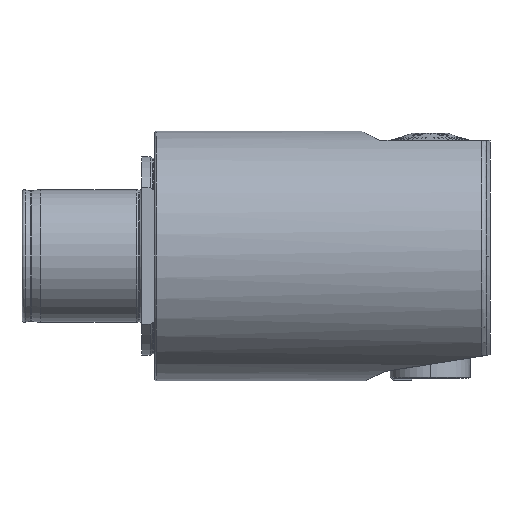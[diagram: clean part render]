
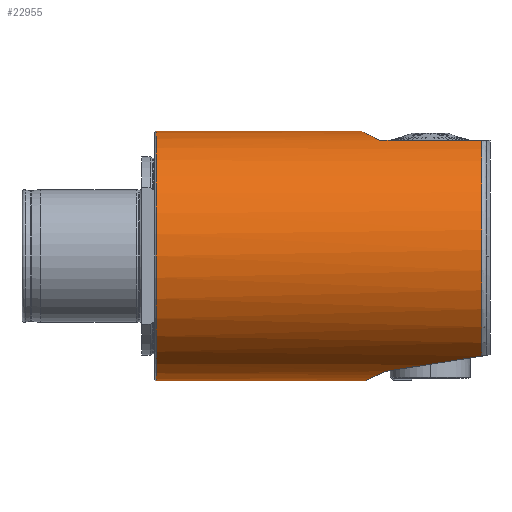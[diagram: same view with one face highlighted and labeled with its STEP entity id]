
A CAD part, front view. The second image highlights one B-rep face of the part: STEP entity #22955.
In plain terms, the highlighted cylindrical face has radius 47 mm (diameter 94 mm), a partial arc.
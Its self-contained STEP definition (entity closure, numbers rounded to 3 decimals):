
#861 = ORIENTED_EDGE ( 'NONE', *, *, #23268, .F. ) ;
#862 = ORIENTED_EDGE ( 'NONE', *, *, #23325, .F. ) ;
#864 = ORIENTED_EDGE ( 'NONE', *, *, #23320, .F. ) ;
#866 = ORIENTED_EDGE ( 'NONE', *, *, #23326, .F. ) ;
#868 = ORIENTED_EDGE ( 'NONE', *, *, #23292, .F. ) ;
#870 = ORIENTED_EDGE ( 'NONE', *, *, #23321, .F. ) ;
#872 = ORIENTED_EDGE ( 'NONE', *, *, #23269, .T. ) ;
#874 = ORIENTED_EDGE ( 'NONE', *, *, #23322, .F. ) ;
#1883 = DIRECTION ( 'NONE',  ( -1., 0., 0. ) ) ;
#1885 = FACE_OUTER_BOUND ( 'NONE', #15187, .T. ) ;
#1886 = CARTESIAN_POINT ( 'NONE',  ( 0., 0., 0. ) ) ;
#1887 = CYLINDRICAL_SURFACE ( 'NONE', #20021, 47. ) ;
#1888 = DIRECTION ( 'NONE',  ( 0., 0., 1. ) ) ;
#3542 = CIRCLE ( 'NONE', #3575, 47. ) ;
#3543 = AXIS2_PLACEMENT_3D ( 'NONE', #19588, #19589, #19590 ) ;
#3545 = CIRCLE ( 'NONE', #3543, 47. ) ;
#3575 = AXIS2_PLACEMENT_3D ( 'NONE', #19618, #19619, #19620 ) ;
#3606 = VECTOR ( 'NONE', #19452, 1000. ) ;
#4113 = B_SPLINE_CURVE_WITH_KNOTS ( 'NONE', 3,
 ( #19567, #19566, #19571, #19572, #19573, #19574, #19575, #19576, #19577, #19578, #19579, #19580, #19581, #19582, #19583, #19584, #19585, #19586 ),
 .UNSPECIFIED., .F., .F.,
 ( 4, 2, 2, 2, 2, 2, 2, 2, 4 ),
 ( 0.021, 0.023, 0.025, 0.026, 0.031, 0.032, 0.033, 0.036, 0.041 ),
 .UNSPECIFIED. ) ;
#4114 = B_SPLINE_CURVE_WITH_KNOTS ( 'NONE', 3,
 ( #19587, #19595, #19601, #19602, #19603, #19604, #19605, #19606, #19607, #19608, #19609, #19610, #19611, #19612, #19613, #19614, #19615, #19616 ),
 .UNSPECIFIED., .F., .F.,
 ( 4, 2, 2, 2, 2, 2, 2, 2, 4 ),
 ( 0.04, 0.042, 0.044, 0.045, 0.05, 0.051, 0.052, 0.055, 0.06 ),
 .UNSPECIFIED. ) ;
#6846 = CARTESIAN_POINT ( 'NONE',  ( 134.616, -17.675, 43.55 ) ) ;
#6870 = CARTESIAN_POINT ( 'NONE',  ( 127.55, 0., 47. ) ) ;
#9915 = VERTEX_POINT ( 'NONE', #6846 ) ;
#9939 = VERTEX_POINT ( 'NONE', #6870 ) ;
#13081 = VERTEX_POINT ( 'NONE', #21574 ) ;
#13143 = VERTEX_POINT ( 'NONE', #21638 ) ;
#13163 = VERTEX_POINT ( 'NONE', #21658 ) ;
#13224 = VERTEX_POINT ( 'NONE', #21719 ) ;
#13233 = VERTEX_POINT ( 'NONE', #21729 ) ;
#13253 = VERTEX_POINT ( 'NONE', #21749 ) ;
#15187 = EDGE_LOOP ( 'NONE', ( #861, #862, #864, #866, #868, #870, #872, #874 ) ) ;
#19208 = LINE ( 'NONE', #19255, #20101 ) ;
#19251 = LINE ( 'NONE', #19253, #20094 ) ;
#19253 = CARTESIAN_POINT ( 'NONE',  ( 0., 0., -47. ) ) ;
#19254 = DIRECTION ( 'NONE',  ( -1., 0., 0. ) ) ;
#19255 = CARTESIAN_POINT ( 'NONE',  ( 0., 0., 47. ) ) ;
#19257 = DIRECTION ( 'NONE',  ( -1., 0., 0. ) ) ;
#19450 = LINE ( 'NONE', #19451, #3606 ) ;
#19451 = CARTESIAN_POINT ( 'NONE',  ( 0., -17.675, 43.55 ) ) ;
#19452 = DIRECTION ( 'NONE',  ( 1., 0., 0. ) ) ;
#19555 = CARTESIAN_POINT ( 'NONE',  ( 172.825, -28.135, -37.649 ) ) ;
#19566 = CARTESIAN_POINT ( 'NONE',  ( 127.55, -0.821, 47. ) ) ;
#19567 = CARTESIAN_POINT ( 'NONE',  ( 127.55, 0., 47. ) ) ;
#19568 = CARTESIAN_POINT ( 'NONE',  ( 158.18, -25.031, -39.968 ) ) ;
#19569 = CARTESIAN_POINT ( 'NONE',  ( 146.057, -21.665, -41.888 ) ) ;
#19570 = CARTESIAN_POINT ( 'NONE',  ( 136.641, -18.089, -43.38 ) ) ;
#19571 = CARTESIAN_POINT ( 'NONE',  ( 127.592, -1.641, 46.978 ) ) ;
#19572 = CARTESIAN_POINT ( 'NONE',  ( 127.719, -2.868, 46.914 ) ) ;
#19573 = CARTESIAN_POINT ( 'NONE',  ( 127.772, -3.277, 46.887 ) ) ;
#19574 = CARTESIAN_POINT ( 'NONE',  ( 127.899, -4.094, 46.823 ) ) ;
#19575 = CARTESIAN_POINT ( 'NONE',  ( 127.973, -4.503, 46.786 ) ) ;
#19576 = CARTESIAN_POINT ( 'NONE',  ( 128.395, -6.53, 46.573 ) ) ;
#19577 = CARTESIAN_POINT ( 'NONE',  ( 128.888, -8.085, 46.325 ) ) ;
#19578 = CARTESIAN_POINT ( 'NONE',  ( 129.672, -9.957, 45.935 ) ) ;
#19579 = CARTESIAN_POINT ( 'NONE',  ( 129.837, -10.328, 45.853 ) ) ;
#19580 = CARTESIAN_POINT ( 'NONE',  ( 130.184, -11.063, 45.681 ) ) ;
#19581 = CARTESIAN_POINT ( 'NONE',  ( 130.366, -11.427, 45.591 ) ) ;
#19582 = CARTESIAN_POINT ( 'NONE',  ( 130.932, -12.502, 45.313 ) ) ;
#19583 = CARTESIAN_POINT ( 'NONE',  ( 131.337, -13.195, 45.115 ) ) ;
#19584 = CARTESIAN_POINT ( 'NONE',  ( 132.623, -15.214, 44.492 ) ) ;
#19585 = CARTESIAN_POINT ( 'NONE',  ( 133.578, -16.479, 44.035 ) ) ;
#19586 = CARTESIAN_POINT ( 'NONE',  ( 134.616, -17.675, 43.55 ) ) ;
#19587 = CARTESIAN_POINT ( 'NONE',  ( 136.641, -18.089, -43.38 ) ) ;
#19588 = CARTESIAN_POINT ( 'NONE',  ( 50.5, 0., 0. ) ) ;
#19589 = DIRECTION ( 'NONE',  ( -1., 0., 0. ) ) ;
#19590 = DIRECTION ( 'NONE',  ( 0., 0., 1. ) ) ;
#19595 = CARTESIAN_POINT ( 'NONE',  ( 136.076, -17.504, -43.623 ) ) ;
#19601 = CARTESIAN_POINT ( 'NONE',  ( 135.531, -16.894, -43.864 ) ) ;
#19602 = CARTESIAN_POINT ( 'NONE',  ( 134.748, -15.935, -44.218 ) ) ;
#19603 = CARTESIAN_POINT ( 'NONE',  ( 134.491, -15.607, -44.334 ) ) ;
#19604 = CARTESIAN_POINT ( 'NONE',  ( 133.994, -14.942, -44.563 ) ) ;
#19605 = CARTESIAN_POINT ( 'NONE',  ( 133.753, -14.605, -44.675 ) ) ;
#19606 = CARTESIAN_POINT ( 'NONE',  ( 132.588, -12.892, -45.22 ) ) ;
#19607 = CARTESIAN_POINT ( 'NONE',  ( 131.779, -11.443, -45.613 ) ) ;
#19608 = CARTESIAN_POINT ( 'NONE',  ( 130.939, -9.517, -46.028 ) ) ;
#19609 = CARTESIAN_POINT ( 'NONE',  ( 130.78, -9.126, -46.107 ) ) ;
#19610 = CARTESIAN_POINT ( 'NONE',  ( 130.48, -8.333, -46.257 ) ) ;
#19611 = CARTESIAN_POINT ( 'NONE',  ( 130.338, -7.929, -46.328 ) ) ;
#19612 = CARTESIAN_POINT ( 'NONE',  ( 129.948, -6.716, -46.525 ) ) ;
#19613 = CARTESIAN_POINT ( 'NONE',  ( 129.729, -5.898, -46.636 ) ) ;
#19614 = CARTESIAN_POINT ( 'NONE',  ( 129.202, -3.417, -46.905 ) ) ;
#19615 = CARTESIAN_POINT ( 'NONE',  ( 129.019, -1.728, -47. ) ) ;
#19616 = CARTESIAN_POINT ( 'NONE',  ( 129.019, 0., -47. ) ) ;
#19618 = CARTESIAN_POINT ( 'NONE',  ( 172.825, 0., 0. ) ) ;
#19619 = DIRECTION ( 'NONE',  ( 1., 0., 0. ) ) ;
#19620 = DIRECTION ( 'NONE',  ( 0., 1., 0. ) ) ;
#20021 = AXIS2_PLACEMENT_3D ( 'NONE', #1886, #1883, #1888 ) ;
#20094 = VECTOR ( 'NONE', #19254, 1000. ) ;
#20101 = VECTOR ( 'NONE', #19257, 1000. ) ;
#20229 =( BOUNDED_CURVE ( )  B_SPLINE_CURVE ( 3, ( #19555, #19568, #19569, #19570 ),
 .UNSPECIFIED., .F., .T. ) 
 B_SPLINE_CURVE_WITH_KNOTS ( ( 4, 4 ),
 ( 5.641, 5.888 ),
 .UNSPECIFIED. ) 
 CURVE ( )  GEOMETRIC_REPRESENTATION_ITEM ( )  RATIONAL_B_SPLINE_CURVE ( ( 1., 0.995, 0.995, 1. ) ) 
 REPRESENTATION_ITEM ( '' )  );
#21574 = CARTESIAN_POINT ( 'NONE',  ( 136.641, -18.089, -43.38 ) ) ;
#21638 = CARTESIAN_POINT ( 'NONE',  ( 50.5, 0., -47. ) ) ;
#21658 = CARTESIAN_POINT ( 'NONE',  ( 172.825, -17.675, 43.55 ) ) ;
#21719 = CARTESIAN_POINT ( 'NONE',  ( 172.825, -28.135, -37.649 ) ) ;
#21729 = CARTESIAN_POINT ( 'NONE',  ( 129.019, 0., -47. ) ) ;
#21749 = CARTESIAN_POINT ( 'NONE',  ( 50.5, 0., 47. ) ) ;
#22955 = ADVANCED_FACE ( 'NONE', ( #1885 ), #1887, .T. ) ;
#23268 = EDGE_CURVE ( 'NONE', #13233, #13143, #19251, .T. ) ;
#23269 = EDGE_CURVE ( 'NONE', #9939, #13253, #19208, .T. ) ;
#23292 = EDGE_CURVE ( 'NONE', #9915, #13163, #19450, .T. ) ;
#23320 = EDGE_CURVE ( 'NONE', #13224, #13081, #20229, .T. ) ;
#23321 = EDGE_CURVE ( 'NONE', #9939, #9915, #4113, .T. ) ;
#23322 = EDGE_CURVE ( 'NONE', #13143, #13253, #3545, .T. ) ;
#23325 = EDGE_CURVE ( 'NONE', #13081, #13233, #4114, .T. ) ;
#23326 = EDGE_CURVE ( 'NONE', #13163, #13224, #3542, .T. ) ;
